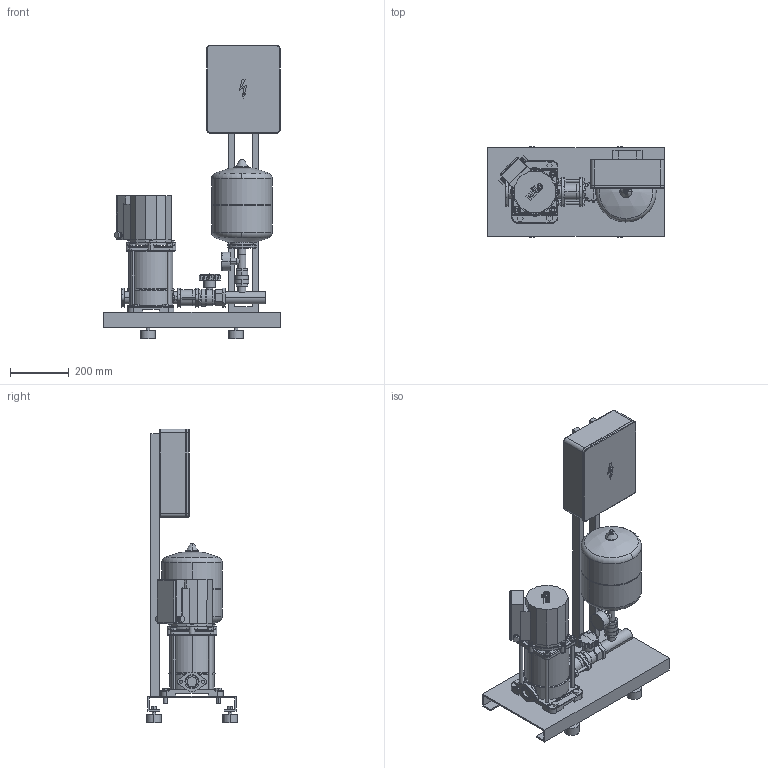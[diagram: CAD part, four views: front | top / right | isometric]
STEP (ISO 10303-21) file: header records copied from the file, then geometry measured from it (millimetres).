
FILE_DESCRIPTION((''),'2;1');
FILE_NAME('3d_CO-1MVIS403-2504329.stp','2016-08-31T09:42:07',(''),(''),'Mechanical Desktop 2009','Mechanical Desktop 2009',', , ');
FILE_SCHEMA(('CONFIG_CONTROL_DESIGN'));
Length unit declared in the file: millimetre
Products named in the file (1): Product
Bounding box: 600 x 310 x 1000 mm (x, y, z)
Volume: 27260546 mm3; surface area: 2126595.7 mm2
Topology: 41 solids, 41 shells, 1059 faces, 2508 edges, 1570 vertices
Faces by surface type: plane 438, cylinder 321, bspline 188, torus 62, cone 44, sphere 6
Entity records: 33546 total; most frequent: CARTESIAN_POINT 9255, DIRECTION 5004, ORIENTED_EDGE 4972, EDGE_CURVE 2486, AXIS2_PLACEMENT_3D 1777, VERTEX_POINT 1570, VECTOR 1450, LINE 1450
